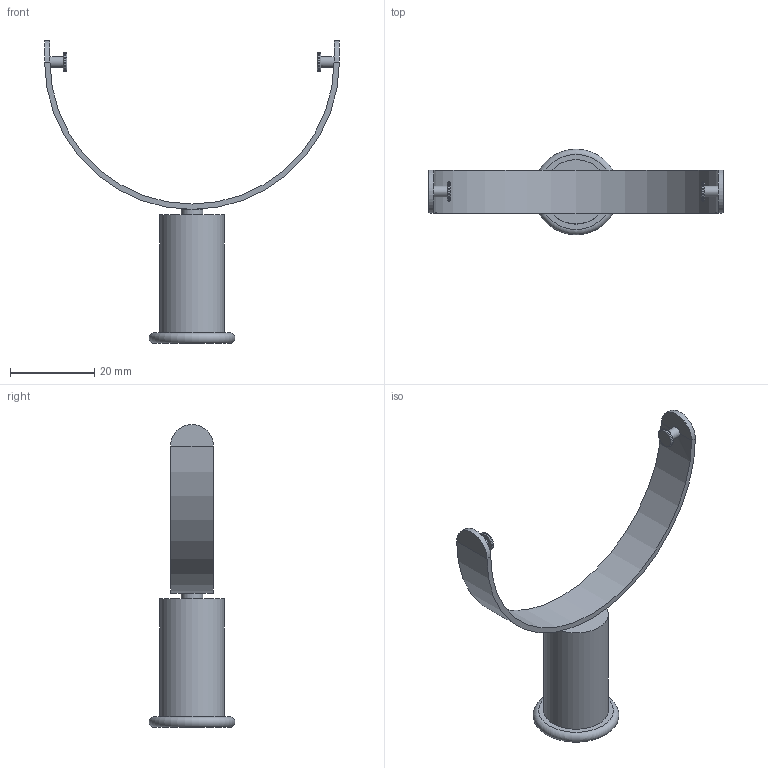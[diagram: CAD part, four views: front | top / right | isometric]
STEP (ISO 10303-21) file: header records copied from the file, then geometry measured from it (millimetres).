
FILE_DESCRIPTION( ( '' ), ' ' );
FILE_NAME( '581785535aa2f4106138e1b9.step', '2016-10-31T17:54:27', ( '' ), ( '' ), ' ', ' ', ' ' );
FILE_SCHEMA( ( 'AUTOMOTIVE_DESIGN { 1 0 10303 214 1 1 1 1 }' ) );
Length unit declared in the file: metre
Products named in the file (1): neck
Bounding box: 69.85 x 20.32 x 71.75 mm (x, y, z)
Volume: 7453 mm3; surface area: 4834.7 mm2
Topology: 1 solids, 1 shells, 30 faces, 53 edges, 30 vertices
Faces by surface type: plane 13, cylinder 10, torus 7
Full cylindrical faces by diameter (mm): 2.54 x2, 4.572 x2, 5.08 x1, 15.24 x1
Entity records: 1002 total; most frequent: CARTESIAN_POINT 200, DIRECTION 126, ORIENTED_EDGE 82, AXIS2_PLACEMENT_3D 58, EDGE_LOOP 46, FACE_OUTER_BOUND 41, EDGE_CURVE 41, STYLED_ITEM 30
